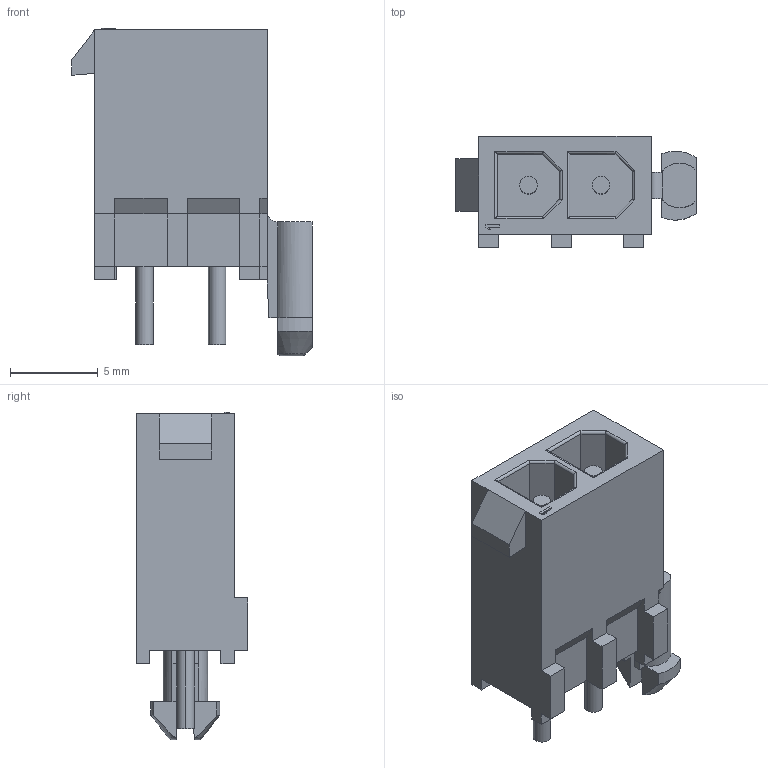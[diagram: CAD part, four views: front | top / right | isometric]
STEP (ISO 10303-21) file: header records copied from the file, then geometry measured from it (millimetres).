
FILE_DESCRIPTION((''),'2;1');
FILE_NAME('C-1-770872-0','2016-04-22T',('workeradm'),('Tyco Electronics Ltd.'),'CREO PARAMETRIC BY PTC INC, 2015200','CREO PARAMETRIC BY PTC INC, 2015200','');
FILE_SCHEMA(('AUTOMOTIVE_DESIGN { 1 0 10303 214 1 1 1 1 }'));
Length unit declared in the file: millimetre
Products named in the file (1): C-1-770872-0
Bounding box: 13.69 x 6.35 x 18.66 mm (x, y, z)
Volume: 577.3 mm3; surface area: 983.7 mm2
Topology: 1 solids, 1 shells, 116 faces, 300 edges, 193 vertices
Faces by surface type: plane 86, cylinder 26, cone 2, torus 2
Entity records: 3763 total; most frequent: CARTESIAN_POINT 913, ORIENTED_EDGE 600, DIRECTION 539, EDGE_CURVE 300, VECTOR 241, LINE 241, VERTEX_POINT 193, AXIS2_PLACEMENT_3D 149
